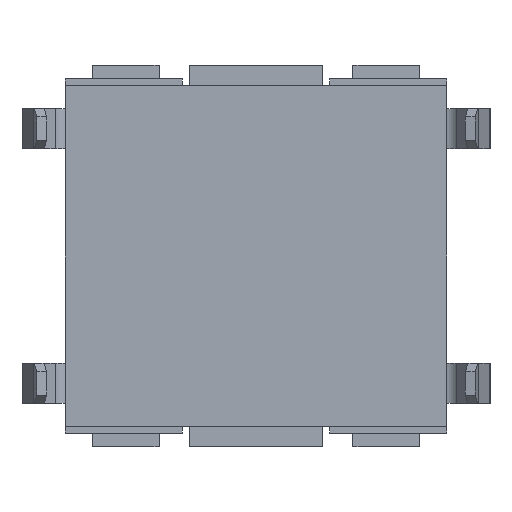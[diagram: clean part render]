
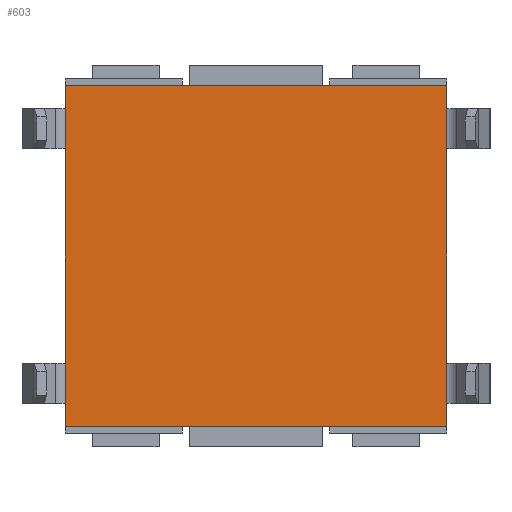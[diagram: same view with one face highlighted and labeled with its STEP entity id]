
A CAD part, front view. The second image highlights one B-rep face of the part: STEP entity #603.
In plain terms, the highlighted planar face has unit normal (0, -1, 0).
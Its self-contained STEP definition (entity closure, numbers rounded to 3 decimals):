
#575 = VERTEX_POINT ( 'NONE', #1870 ) ;
#584 = EDGE_CURVE ( 'NONE', #591, #575, #1859, .T. ) ;
#591 = VERTEX_POINT ( 'NONE', #1909 ) ;
#595 = EDGE_LOOP ( 'NONE', ( #596, #597, #599, #687 ) ) ;
#596 = ORIENTED_EDGE ( 'NONE', *, *, #628, .T. ) ;
#597 = ORIENTED_EDGE ( 'NONE', *, *, #584, .F. ) ;
#599 = ORIENTED_EDGE ( 'NONE', *, *, #605, .F. ) ;
#603 = ADVANCED_FACE ( 'NONE', ( #1894 ), #1893, .T. ) ;
#605 = EDGE_CURVE ( 'NONE', #803, #591, #1951, .T. ) ;
#628 = EDGE_CURVE ( 'NONE', #750, #575, #1982, .T. ) ;
#687 = ORIENTED_EDGE ( 'NONE', *, *, #811, .F. ) ;
#750 = VERTEX_POINT ( 'NONE', #2210 ) ;
#803 = VERTEX_POINT ( 'NONE', #2330 ) ;
#811 = EDGE_CURVE ( 'NONE', #750, #803, #2314, .T. ) ;
#1857 = VECTOR ( 'NONE', #1920, 1000. ) ;
#1858 = CARTESIAN_POINT ( 'NONE',  ( 5.7, 0., 0. ) ) ;
#1859 = LINE ( 'NONE', #1858, #1857 ) ;
#1870 = CARTESIAN_POINT ( 'NONE',  ( 5.7, 0., -5.1 ) ) ;
#1888 = DIRECTION ( 'NONE',  ( 0., 0., -1. ) ) ;
#1889 = DIRECTION ( 'NONE',  ( 0., -1., 0. ) ) ;
#1890 = CARTESIAN_POINT ( 'NONE',  ( 5.7, 0., 5.1 ) ) ;
#1891 = AXIS2_PLACEMENT_3D ( 'NONE', #1890, #1889, #1888 ) ;
#1893 = PLANE ( 'NONE',  #1891 ) ;
#1894 = FACE_OUTER_BOUND ( 'NONE', #595, .T. ) ;
#1909 = CARTESIAN_POINT ( 'NONE',  ( 5.7, 0., 5.1 ) ) ;
#1920 = DIRECTION ( 'NONE',  ( 0., 0., -1. ) ) ;
#1948 = DIRECTION ( 'NONE',  ( 1., 0., 0. ) ) ;
#1949 = VECTOR ( 'NONE', #1948, 1000. ) ;
#1950 = CARTESIAN_POINT ( 'NONE',  ( 5.7, 0., 5.1 ) ) ;
#1951 = LINE ( 'NONE', #1950, #1949 ) ;
#1979 = DIRECTION ( 'NONE',  ( 1., 0., 0. ) ) ;
#1980 = VECTOR ( 'NONE', #1979, 1000. ) ;
#1981 = CARTESIAN_POINT ( 'NONE',  ( -5.7, 0., -5.1 ) ) ;
#1982 = LINE ( 'NONE', #1981, #1980 ) ;
#2210 = CARTESIAN_POINT ( 'NONE',  ( -5.7, 0., -5.1 ) ) ;
#2308 = DIRECTION ( 'NONE',  ( 0., 0., 1. ) ) ;
#2309 = VECTOR ( 'NONE', #2308, 1000. ) ;
#2310 = CARTESIAN_POINT ( 'NONE',  ( -5.7, 0., 0. ) ) ;
#2314 = LINE ( 'NONE', #2310, #2309 ) ;
#2330 = CARTESIAN_POINT ( 'NONE',  ( -5.7, 0., 5.1 ) ) ;
